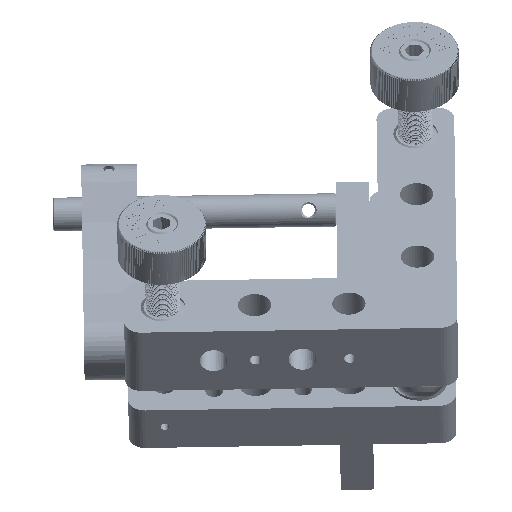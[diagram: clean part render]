
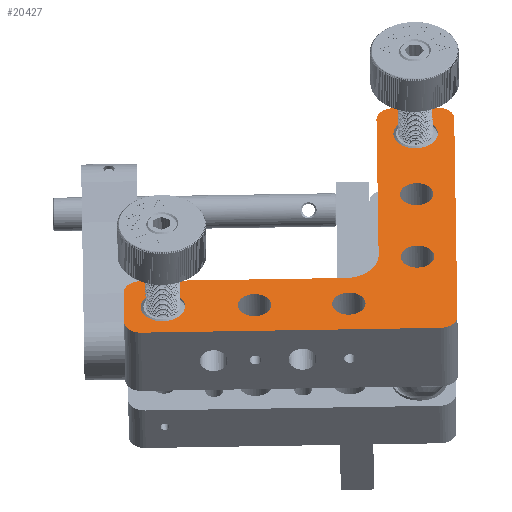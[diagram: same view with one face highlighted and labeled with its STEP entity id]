
A CAD part, front view. The second image highlights one B-rep face of the part: STEP entity #20427.
In plain terms, the highlighted face is planar.
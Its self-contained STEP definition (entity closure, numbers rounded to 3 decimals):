
#862=FACE_BOUND('',#2715,.T.);
#863=FACE_BOUND('',#2716,.T.);
#864=FACE_BOUND('',#2717,.T.);
#865=FACE_BOUND('',#2718,.T.);
#866=FACE_BOUND('',#2719,.T.);
#867=FACE_BOUND('',#2720,.T.);
#987=PLANE('',#21827);
#1628=FACE_OUTER_BOUND('',#2714,.T.);
#2714=EDGE_LOOP('',(#13917,#13918,#13919,#13920,#13921,#13922,#13923,#13924,
#13925,#13926,#13927,#13928));
#2715=EDGE_LOOP('',(#13929,#13930));
#2716=EDGE_LOOP('',(#13931,#13932));
#2717=EDGE_LOOP('',(#13933,#13934));
#2718=EDGE_LOOP('',(#13935,#13936));
#2719=EDGE_LOOP('',(#13937));
#2720=EDGE_LOOP('',(#13938));
#3921=CIRCLE('',#21825,3.);
#3922=CIRCLE('',#21828,6.);
#3923=CIRCLE('',#21829,3.);
#3924=CIRCLE('',#21830,3.);
#3925=CIRCLE('',#21831,3.);
#3926=CIRCLE('',#21832,3.);
#3927=CIRCLE('',#21833,3.);
#3928=CIRCLE('',#21834,3.);
#3929=CIRCLE('',#21835,3.);
#3930=CIRCLE('',#21836,3.);
#3931=CIRCLE('',#21837,3.);
#3932=CIRCLE('',#21838,3.);
#3933=CIRCLE('',#21839,3.);
#3934=CIRCLE('',#21840,3.);
#3935=CIRCLE('',#21841,4.);
#3936=CIRCLE('',#21842,4.);
#4494=LINE('',#28868,#6318);
#4505=LINE('',#29098,#6329);
#4516=LINE('',#29168,#6340);
#4519=LINE('',#29177,#6343);
#4520=LINE('',#29181,#6344);
#4521=LINE('',#29185,#6345);
#6318=VECTOR('',#23485,10.);
#6329=VECTOR('',#23526,10.);
#6340=VECTOR('',#23609,10.);
#6343=VECTOR('',#23618,10.);
#6344=VECTOR('',#23621,10.);
#6345=VECTOR('',#23624,10.);
#8555=VERTEX_POINT('',#28865);
#8556=VERTEX_POINT('',#28867);
#8583=VERTEX_POINT('',#29095);
#8584=VERTEX_POINT('',#29097);
#8606=VERTEX_POINT('',#29163);
#8607=VERTEX_POINT('',#29167);
#8609=VERTEX_POINT('',#29174);
#8610=VERTEX_POINT('',#29176);
#8611=VERTEX_POINT('',#29178);
#8612=VERTEX_POINT('',#29180);
#8613=VERTEX_POINT('',#29182);
#8614=VERTEX_POINT('',#29184);
#8615=VERTEX_POINT('',#29187);
#8616=VERTEX_POINT('',#29188);
#8617=VERTEX_POINT('',#29191);
#8618=VERTEX_POINT('',#29192);
#8619=VERTEX_POINT('',#29195);
#8620=VERTEX_POINT('',#29196);
#8621=VERTEX_POINT('',#29199);
#8622=VERTEX_POINT('',#29200);
#8623=VERTEX_POINT('',#29203);
#8624=VERTEX_POINT('',#29205);
#10673=EDGE_CURVE('',#8556,#8555,#4494,.T.);
#10706=EDGE_CURVE('',#8584,#8583,#4505,.T.);
#10737=EDGE_CURVE('',#8556,#8606,#3921,.T.);
#10739=EDGE_CURVE('',#8607,#8606,#4516,.T.);
#10742=EDGE_CURVE('',#8584,#8555,#3922,.T.);
#10743=EDGE_CURVE('',#8609,#8583,#3923,.T.);
#10744=EDGE_CURVE('',#8609,#8610,#4519,.T.);
#10745=EDGE_CURVE('',#8611,#8610,#3924,.T.);
#10746=EDGE_CURVE('',#8611,#8612,#4520,.T.);
#10747=EDGE_CURVE('',#8613,#8612,#3925,.T.);
#10748=EDGE_CURVE('',#8613,#8614,#4521,.T.);
#10749=EDGE_CURVE('',#8607,#8614,#3926,.T.);
#10750=EDGE_CURVE('',#8615,#8616,#3927,.T.);
#10751=EDGE_CURVE('',#8616,#8615,#3928,.T.);
#10752=EDGE_CURVE('',#8617,#8618,#3929,.T.);
#10753=EDGE_CURVE('',#8618,#8617,#3930,.T.);
#10754=EDGE_CURVE('',#8619,#8620,#3931,.T.);
#10755=EDGE_CURVE('',#8620,#8619,#3932,.T.);
#10756=EDGE_CURVE('',#8621,#8622,#3933,.T.);
#10757=EDGE_CURVE('',#8622,#8621,#3934,.T.);
#10758=EDGE_CURVE('',#8623,#8623,#3935,.T.);
#10759=EDGE_CURVE('',#8624,#8624,#3936,.T.);
#13917=ORIENTED_EDGE('',*,*,#10737,.F.);
#13918=ORIENTED_EDGE('',*,*,#10673,.T.);
#13919=ORIENTED_EDGE('',*,*,#10742,.F.);
#13920=ORIENTED_EDGE('',*,*,#10706,.T.);
#13921=ORIENTED_EDGE('',*,*,#10743,.F.);
#13922=ORIENTED_EDGE('',*,*,#10744,.T.);
#13923=ORIENTED_EDGE('',*,*,#10745,.F.);
#13924=ORIENTED_EDGE('',*,*,#10746,.T.);
#13925=ORIENTED_EDGE('',*,*,#10747,.F.);
#13926=ORIENTED_EDGE('',*,*,#10748,.T.);
#13927=ORIENTED_EDGE('',*,*,#10749,.F.);
#13928=ORIENTED_EDGE('',*,*,#10739,.T.);
#13929=ORIENTED_EDGE('',*,*,#10750,.T.);
#13930=ORIENTED_EDGE('',*,*,#10751,.T.);
#13931=ORIENTED_EDGE('',*,*,#10752,.T.);
#13932=ORIENTED_EDGE('',*,*,#10753,.T.);
#13933=ORIENTED_EDGE('',*,*,#10754,.T.);
#13934=ORIENTED_EDGE('',*,*,#10755,.T.);
#13935=ORIENTED_EDGE('',*,*,#10756,.T.);
#13936=ORIENTED_EDGE('',*,*,#10757,.T.);
#13937=ORIENTED_EDGE('',*,*,#10758,.T.);
#13938=ORIENTED_EDGE('',*,*,#10759,.T.);
#20427=ADVANCED_FACE('',(#1628,#862,#863,#864,#865,#866,#867),#987,.T.);
#21825=AXIS2_PLACEMENT_3D('',#29164,#23604,#23605);
#21827=AXIS2_PLACEMENT_3D('',#29172,#23612,#23613);
#21828=AXIS2_PLACEMENT_3D('',#29173,#23614,#23615);
#21829=AXIS2_PLACEMENT_3D('',#29175,#23616,#23617);
#21830=AXIS2_PLACEMENT_3D('',#29179,#23619,#23620);
#21831=AXIS2_PLACEMENT_3D('',#29183,#23622,#23623);
#21832=AXIS2_PLACEMENT_3D('',#29186,#23625,#23626);
#21833=AXIS2_PLACEMENT_3D('',#29189,#23627,#23628);
#21834=AXIS2_PLACEMENT_3D('',#29190,#23629,#23630);
#21835=AXIS2_PLACEMENT_3D('',#29193,#23631,#23632);
#21836=AXIS2_PLACEMENT_3D('',#29194,#23633,#23634);
#21837=AXIS2_PLACEMENT_3D('',#29197,#23635,#23636);
#21838=AXIS2_PLACEMENT_3D('',#29198,#23637,#23638);
#21839=AXIS2_PLACEMENT_3D('',#29201,#23639,#23640);
#21840=AXIS2_PLACEMENT_3D('',#29202,#23641,#23642);
#21841=AXIS2_PLACEMENT_3D('',#29204,#23643,#23644);
#21842=AXIS2_PLACEMENT_3D('',#29206,#23645,#23646);
#23485=DIRECTION('',(-1.,0.,0.));
#23526=DIRECTION('',(0.,1.,0.));
#23604=DIRECTION('center_axis',(0.,0.,-1.));
#23605=DIRECTION('ref_axis',(0.707,0.707,0.));
#23609=DIRECTION('',(0.,1.,0.));
#23612=DIRECTION('center_axis',(0.,0.,1.));
#23613=DIRECTION('ref_axis',(1.,0.,0.));
#23614=DIRECTION('center_axis',(0.,0.,1.));
#23615=DIRECTION('ref_axis',(-0.707,-0.707,0.));
#23616=DIRECTION('center_axis',(0.,0.,-1.));
#23617=DIRECTION('ref_axis',(0.707,0.707,0.));
#23618=DIRECTION('',(-1.,0.,0.));
#23619=DIRECTION('center_axis',(0.,0.,-1.));
#23620=DIRECTION('ref_axis',(-0.707,0.707,0.));
#23621=DIRECTION('',(0.,-1.,0.));
#23622=DIRECTION('center_axis',(0.,0.,-1.));
#23623=DIRECTION('ref_axis',(-0.707,-0.707,0.));
#23624=DIRECTION('',(1.,0.,0.));
#23625=DIRECTION('center_axis',(0.,0.,-1.));
#23626=DIRECTION('ref_axis',(0.707,-0.707,0.));
#23627=DIRECTION('center_axis',(0.,0.,-1.));
#23628=DIRECTION('ref_axis',(1.,0.,0.));
#23629=DIRECTION('center_axis',(0.,0.,-1.));
#23630=DIRECTION('ref_axis',(1.,0.,0.));
#23631=DIRECTION('center_axis',(0.,0.,-1.));
#23632=DIRECTION('ref_axis',(1.,0.,0.));
#23633=DIRECTION('center_axis',(0.,0.,-1.));
#23634=DIRECTION('ref_axis',(1.,0.,0.));
#23635=DIRECTION('center_axis',(0.,0.,-1.));
#23636=DIRECTION('ref_axis',(1.,0.,0.));
#23637=DIRECTION('center_axis',(0.,0.,-1.));
#23638=DIRECTION('ref_axis',(1.,0.,0.));
#23639=DIRECTION('center_axis',(0.,0.,-1.));
#23640=DIRECTION('ref_axis',(1.,0.,0.));
#23641=DIRECTION('center_axis',(0.,0.,-1.));
#23642=DIRECTION('ref_axis',(1.,0.,0.));
#23643=DIRECTION('center_axis',(0.,0.,-1.));
#23644=DIRECTION('ref_axis',(-1.,0.,0.));
#23645=DIRECTION('center_axis',(0.,0.,-1.));
#23646=DIRECTION('ref_axis',(-1.,0.,0.));
#28865=CARTESIAN_POINT('',(-0.46,-12.187,14.));
#28867=CARTESIAN_POINT('',(36.54,-12.187,14.));
#28868=CARTESIAN_POINT('',(32.5,-12.187,14.));
#29095=CARTESIAN_POINT('',(-6.46,30.813,14.));
#29097=CARTESIAN_POINT('',(-6.46,-6.187,14.));
#29098=CARTESIAN_POINT('',(-6.46,-6.435,14.));
#29163=CARTESIAN_POINT('',(39.54,-15.187,14.));
#29164=CARTESIAN_POINT('Origin',(36.54,-15.187,14.));
#29167=CARTESIAN_POINT('',(39.54,-23.187,14.));
#29168=CARTESIAN_POINT('',(39.54,-21.641,14.));
#29172=CARTESIAN_POINT('Origin',(5.045,-0.683,14.));
#29173=CARTESIAN_POINT('Origin',(-0.46,-6.187,14.));
#29174=CARTESIAN_POINT('',(-9.46,33.813,14.));
#29175=CARTESIAN_POINT('Origin',(-9.46,30.813,14.));
#29176=CARTESIAN_POINT('',(-17.46,33.813,14.));
#29177=CARTESIAN_POINT('',(8.893,33.813,14.));
#29178=CARTESIAN_POINT('',(-20.46,30.813,14.));
#29179=CARTESIAN_POINT('Origin',(-17.46,30.813,14.));
#29180=CARTESIAN_POINT('',(-20.46,-23.187,14.));
#29181=CARTESIAN_POINT('',(-20.46,36.788,14.));
#29182=CARTESIAN_POINT('',(-17.46,-26.187,14.));
#29183=CARTESIAN_POINT('Origin',(-17.46,-23.187,14.));
#29184=CARTESIAN_POINT('',(36.54,-26.187,14.));
#29185=CARTESIAN_POINT('',(-8.488,-26.187,14.));
#29186=CARTESIAN_POINT('Origin',(36.54,-23.187,14.));
#29187=CARTESIAN_POINT('',(-10.46,-6.687,14.));
#29188=CARTESIAN_POINT('',(-16.46,-6.687,14.));
#29189=CARTESIAN_POINT('Origin',(-13.46,-6.687,14.));
#29190=CARTESIAN_POINT('Origin',(-13.46,-6.687,14.));
#29191=CARTESIAN_POINT('',(-10.46,10.313,14.));
#29192=CARTESIAN_POINT('',(-16.46,10.313,14.));
#29193=CARTESIAN_POINT('Origin',(-13.46,10.313,14.));
#29194=CARTESIAN_POINT('Origin',(-13.46,10.313,14.));
#29195=CARTESIAN_POINT('',(19.04,-19.187,14.));
#29196=CARTESIAN_POINT('',(13.04,-19.187,14.));
#29197=CARTESIAN_POINT('Origin',(16.04,-19.187,14.));
#29198=CARTESIAN_POINT('Origin',(16.04,-19.187,14.));
#29199=CARTESIAN_POINT('',(2.04,-19.187,14.));
#29200=CARTESIAN_POINT('',(-3.96,-19.187,14.));
#29201=CARTESIAN_POINT('Origin',(-0.96,-19.187,14.));
#29202=CARTESIAN_POINT('Origin',(-0.96,-19.187,14.));
#29203=CARTESIAN_POINT('',(-9.46,26.813,14.));
#29204=CARTESIAN_POINT('Origin',(-13.46,26.813,14.));
#29205=CARTESIAN_POINT('',(36.54,-19.187,14.));
#29206=CARTESIAN_POINT('Origin',(32.54,-19.187,14.));
